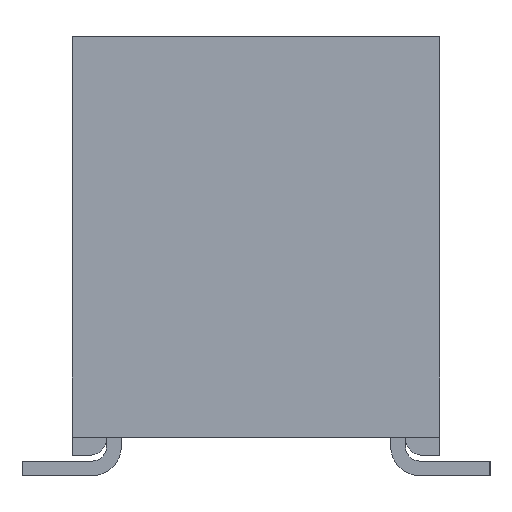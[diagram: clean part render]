
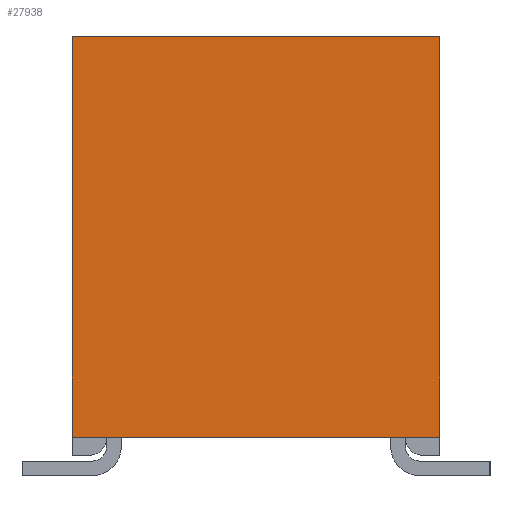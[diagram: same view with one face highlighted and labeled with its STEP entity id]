
A CAD part, left-side view. The second image highlights one B-rep face of the part: STEP entity #27938.
In plain terms, the highlighted free-form (B-spline) face has degree [1, 1] with [2, 2] control points.
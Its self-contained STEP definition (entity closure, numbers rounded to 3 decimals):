
#18946=CARTESIAN_POINT('',(-12.827,-2.54,0.533));
#18947=VERTEX_POINT('',#18946);
#18956=CARTESIAN_POINT('',(-12.827,2.54,0.533));
#18957=VERTEX_POINT('',#18956);
#18958=CARTESIAN_POINT('',(-12.827,2.54,0.533));
#18959=DIRECTION('',(0.0,-1.0,0.0));
#18960=VECTOR('',#18959,5.08);
#18961=LINE('',#18958,#18960);
#18962=EDGE_CURVE('',#18957,#18947,#18961,.T.);
#27652=CARTESIAN_POINT('',(-12.827,2.54,6.071));
#27653=VERTEX_POINT('',#27652);
#27660=CARTESIAN_POINT('',(-12.827,-2.54,6.071));
#27661=VERTEX_POINT('',#27660);
#27662=CARTESIAN_POINT('',(-12.827,-2.54,6.071));
#27663=DIRECTION('',(0.0,1.0,0.0));
#27664=VECTOR('',#27663,5.08);
#27665=LINE('',#27662,#27664);
#27666=EDGE_CURVE('',#27661,#27653,#27665,.T.);
#27917=CARTESIAN_POINT('',(-12.827,-2.54,6.071));
#27918=CARTESIAN_POINT('',(-12.827,-2.54,0.533));
#27919=CARTESIAN_POINT('',(-12.827,2.54,6.071));
#27920=CARTESIAN_POINT('',(-12.827,2.54,0.533));
#27921=B_SPLINE_SURFACE_WITH_KNOTS('',1,1,((#27917,#27919),(#27918,#27920)),.UNSPECIFIED.,.F.,.F.,.U.,(2,2),(2,2),(0.0,5.537),(0.0,5.08),.UNSPECIFIED.);
#27922=CARTESIAN_POINT('',(-12.827,-2.54,6.071));
#27923=DIRECTION('',(0.0,0.0,-1.0));
#27924=VECTOR('',#27923,5.537);
#27925=LINE('',#27922,#27924);
#27926=EDGE_CURVE('',#27661,#18947,#27925,.T.);
#27927=ORIENTED_EDGE('',*,*,#27926,.F.);
#27928=ORIENTED_EDGE('',*,*,#27666,.T.);
#27929=CARTESIAN_POINT('',(-12.827,2.54,6.071));
#27930=DIRECTION('',(0.0,0.0,-1.0));
#27931=VECTOR('',#27930,5.537);
#27932=LINE('',#27929,#27931);
#27933=EDGE_CURVE('',#27653,#18957,#27932,.T.);
#27934=ORIENTED_EDGE('',*,*,#27933,.T.);
#27935=ORIENTED_EDGE('',*,*,#18962,.T.);
#27936=EDGE_LOOP('',(#27927,#27928,#27934,#27935));
#27937=FACE_OUTER_BOUND('',#27936,.T.);
#27938=ADVANCED_FACE('',(#27937),#27921,.F.);
